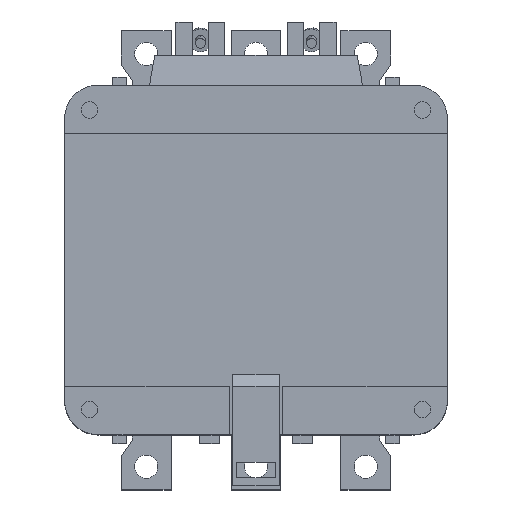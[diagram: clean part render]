
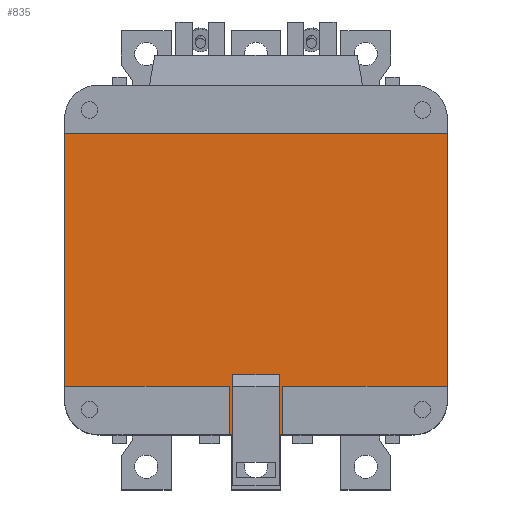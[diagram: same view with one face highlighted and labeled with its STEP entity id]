
A CAD part, top view. The second image highlights one B-rep face of the part: STEP entity #835.
In plain terms, the highlighted planar face has unit normal (0, 0, 1).
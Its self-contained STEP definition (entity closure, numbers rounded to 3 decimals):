
#772 = ORIENTED_EDGE ( 'NONE', *, *, #16653, .F. ) ;
#835 = ADVANCED_FACE ( 'NONE', ( #14050 ), #5549, .F. ) ;
#883 = EDGE_CURVE ( 'NONE', #2501, #8153, #12978, .T. ) ;
#1036 = DIRECTION ( 'NONE',  ( -1., 0., 0. ) ) ;
#1241 = ORIENTED_EDGE ( 'NONE', *, *, #6403, .T. ) ;
#1615 = DIRECTION ( 'NONE',  ( 1., 0., 0. ) ) ;
#1638 = DIRECTION ( 'NONE',  ( 0., 0., -1. ) ) ;
#2344 = ORIENTED_EDGE ( 'NONE', *, *, #15222, .T. ) ;
#2373 = VECTOR ( 'NONE', #14758, 1000. ) ;
#2500 = VECTOR ( 'NONE', #1036, 1000. ) ;
#2501 = VERTEX_POINT ( 'NONE', #16678 ) ;
#2867 = VERTEX_POINT ( 'NONE', #16424 ) ;
#2970 = CARTESIAN_POINT ( 'NONE',  ( 75.5, -38., 69. ) ) ;
#3214 = EDGE_CURVE ( 'NONE', #5842, #2501, #7983, .T. ) ;
#4145 = VECTOR ( 'NONE', #6086, 1000. ) ;
#4178 = EDGE_LOOP ( 'NONE', ( #11673, #7753, #2344, #772, #14578, #1241, #7724, #12930 ) ) ;
#4971 = CARTESIAN_POINT ( 'NONE',  ( -57.5, 38., 69. ) ) ;
#4995 = CARTESIAN_POINT ( 'NONE',  ( 8., -34.806, 69. ) ) ;
#5019 = LINE ( 'NONE', #8980, #2500 ) ;
#5549 = PLANE ( 'NONE',  #13667 ) ;
#5842 = VERTEX_POINT ( 'NONE', #11553 ) ;
#5978 = CARTESIAN_POINT ( 'NONE',  ( -57.5, -38., 69. ) ) ;
#6086 = DIRECTION ( 'NONE',  ( 0., 1., 0. ) ) ;
#6403 = EDGE_CURVE ( 'NONE', #10975, #8153, #9556, .T. ) ;
#6552 = EDGE_CURVE ( 'NONE', #5842, #12872, #5019, .T. ) ;
#6641 = EDGE_CURVE ( 'NONE', #10975, #2867, #8101, .T. ) ;
#6782 = DIRECTION ( 'NONE',  ( 0., -1., 0. ) ) ;
#6844 = DIRECTION ( 'NONE',  ( -1., 0., 0. ) ) ;
#7475 = VECTOR ( 'NONE', #12100, 1000. ) ;
#7496 = VERTEX_POINT ( 'NONE', #14467 ) ;
#7724 = ORIENTED_EDGE ( 'NONE', *, *, #883, .F. ) ;
#7753 = ORIENTED_EDGE ( 'NONE', *, *, #17158, .T. ) ;
#7945 = DIRECTION ( 'NONE',  ( 0., 1., 0. ) ) ;
#7983 = LINE ( 'NONE', #10729, #2373 ) ;
#8101 = LINE ( 'NONE', #9380, #7475 ) ;
#8153 = VERTEX_POINT ( 'NONE', #15919 ) ;
#8804 = VECTOR ( 'NONE', #7945, 1000. ) ;
#8980 = CARTESIAN_POINT ( 'NONE',  ( 75.5, 38., 69. ) ) ;
#9380 = CARTESIAN_POINT ( 'NONE',  ( -57.5, -52.5, 69. ) ) ;
#9413 = CARTESIAN_POINT ( 'NONE',  ( -57.5, -52.5, 69. ) ) ;
#9556 = LINE ( 'NONE', #4995, #4145 ) ;
#9589 = CARTESIAN_POINT ( 'NONE',  ( 75.5, 0., 69. ) ) ;
#10729 = CARTESIAN_POINT ( 'NONE',  ( 57.5, -52.5, 69. ) ) ;
#10975 = VERTEX_POINT ( 'NONE', #14313 ) ;
#11553 = CARTESIAN_POINT ( 'NONE',  ( 57.5, 38., 69. ) ) ;
#11673 = ORIENTED_EDGE ( 'NONE', *, *, #6552, .T. ) ;
#12100 = DIRECTION ( 'NONE',  ( -1., 0., 0. ) ) ;
#12119 = CARTESIAN_POINT ( 'NONE',  ( -75.5, -38., 69. ) ) ;
#12334 = LINE ( 'NONE', #17038, #8804 ) ;
#12872 = VERTEX_POINT ( 'NONE', #4971 ) ;
#12930 = ORIENTED_EDGE ( 'NONE', *, *, #3214, .F. ) ;
#12978 = LINE ( 'NONE', #2970, #16972 ) ;
#13175 = VECTOR ( 'NONE', #6782, 1000. ) ;
#13201 = VECTOR ( 'NONE', #1615, 1000. ) ;
#13435 = DIRECTION ( 'NONE',  ( -1., 0., 0. ) ) ;
#13667 = AXIS2_PLACEMENT_3D ( 'NONE', #9589, #1638, #6844 ) ;
#14050 = FACE_OUTER_BOUND ( 'NONE', #4178, .T. ) ;
#14313 = CARTESIAN_POINT ( 'NONE',  ( 8., -52.5, 69. ) ) ;
#14467 = CARTESIAN_POINT ( 'NONE',  ( -8., -38., 69. ) ) ;
#14477 = LINE ( 'NONE', #12119, #13201 ) ;
#14578 = ORIENTED_EDGE ( 'NONE', *, *, #6641, .F. ) ;
#14659 = VERTEX_POINT ( 'NONE', #5978 ) ;
#14758 = DIRECTION ( 'NONE',  ( 0., -1., 0. ) ) ;
#15222 = EDGE_CURVE ( 'NONE', #14659, #7496, #14477, .T. ) ;
#15919 = CARTESIAN_POINT ( 'NONE',  ( 8., -38., 69. ) ) ;
#16424 = CARTESIAN_POINT ( 'NONE',  ( -8., -52.5, 69. ) ) ;
#16653 = EDGE_CURVE ( 'NONE', #2867, #7496, #12334, .T. ) ;
#16678 = CARTESIAN_POINT ( 'NONE',  ( 57.5, -38., 69. ) ) ;
#16724 = LINE ( 'NONE', #9413, #13175 ) ;
#16972 = VECTOR ( 'NONE', #13435, 1000. ) ;
#17038 = CARTESIAN_POINT ( 'NONE',  ( -8., -34.806, 69. ) ) ;
#17158 = EDGE_CURVE ( 'NONE', #12872, #14659, #16724, .T. ) ;
